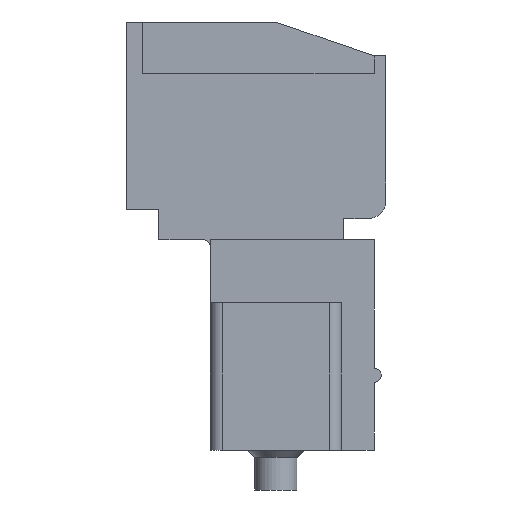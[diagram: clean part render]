
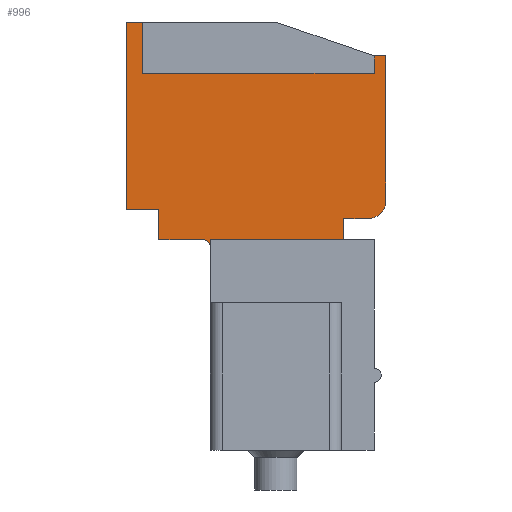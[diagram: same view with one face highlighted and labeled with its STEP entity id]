
A CAD part, left-side view. The second image highlights one B-rep face of the part: STEP entity #996.
In plain terms, the highlighted planar face has unit normal (-1, 0, 0).
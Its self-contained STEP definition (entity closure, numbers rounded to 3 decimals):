
#996 = ADVANCED_FACE( '', ( #2035 ), #2036, .T. );
#2035 = FACE_OUTER_BOUND( '', #3147, .T. );
#2036 = PLANE( '', #3148 );
#3147 = EDGE_LOOP( '', ( #5660, #5661, #5662, #5663, #5664, #5665, #5666, #5667, #5668, #5669, #5670, #5671, #5672, #5673, #5674, #5675 ) );
#3148 = AXIS2_PLACEMENT_3D( '', #5676, #5677, #5678 );
#5660 = ORIENTED_EDGE( '', *, *, #7704, .F. );
#5661 = ORIENTED_EDGE( '', *, *, #6959, .F. );
#5662 = ORIENTED_EDGE( '', *, *, #7662, .T. );
#5663 = ORIENTED_EDGE( '', *, *, #7705, .T. );
#5664 = ORIENTED_EDGE( '', *, *, #7706, .T. );
#5665 = ORIENTED_EDGE( '', *, *, #7109, .T. );
#5666 = ORIENTED_EDGE( '', *, *, #7003, .T. );
#5667 = ORIENTED_EDGE( '', *, *, #7707, .T. );
#5668 = ORIENTED_EDGE( '', *, *, #7708, .T. );
#5669 = ORIENTED_EDGE( '', *, *, #7250, .T. );
#5670 = ORIENTED_EDGE( '', *, *, #7135, .T. );
#5671 = ORIENTED_EDGE( '', *, *, #7709, .T. );
#5672 = ORIENTED_EDGE( '', *, *, #7030, .T. );
#5673 = ORIENTED_EDGE( '', *, *, #7710, .F. );
#5674 = ORIENTED_EDGE( '', *, *, #7048, .T. );
#5675 = ORIENTED_EDGE( '', *, *, #7711, .T. );
#5676 = CARTESIAN_POINT( '', ( -3.81, 0., 0. ) );
#5677 = DIRECTION( '', ( -1., 0., 0. ) );
#5678 = DIRECTION( '', ( 0., 0., 1. ) );
#6959 = EDGE_CURVE( '', #8429, #8431, #8432, .T. );
#7003 = EDGE_CURVE( '', #8503, #8504, #8505, .T. );
#7030 = EDGE_CURVE( '', #8546, #8550, #8552, .T. );
#7048 = EDGE_CURVE( '', #8570, #8582, #8584, .T. );
#7109 = EDGE_CURVE( '', #8686, #8503, #8687, .T. );
#7135 = EDGE_CURVE( '', #8724, #8722, #8725, .T. );
#7250 = EDGE_CURVE( '', #8906, #8724, #8907, .T. );
#7662 = EDGE_CURVE( '', #8429, #9474, #9476, .T. );
#7704 = EDGE_CURVE( '', #8431, #9529, #9530, .T. );
#7705 = EDGE_CURVE( '', #9474, #9531, #9532, .T. );
#7706 = EDGE_CURVE( '', #9531, #8686, #9533, .T. );
#7707 = EDGE_CURVE( '', #8504, #9534, #9535, .T. );
#7708 = EDGE_CURVE( '', #9534, #8906, #9536, .F. );
#7709 = EDGE_CURVE( '', #8722, #8546, #9537, .T. );
#7710 = EDGE_CURVE( '', #8570, #8550, #9538, .F. );
#7711 = EDGE_CURVE( '', #8582, #9529, #9539, .T. );
#8429 = VERTEX_POINT( '', #10505 );
#8431 = VERTEX_POINT( '', #10508 );
#8432 = LINE( '', #10509, #10510 );
#8503 = VERTEX_POINT( '', #10608 );
#8504 = VERTEX_POINT( '', #10609 );
#8505 = LINE( '', #10610, #10611 );
#8546 = VERTEX_POINT( '', #10670 );
#8550 = VERTEX_POINT( '', #10676 );
#8552 = LINE( '', #10679, #10680 );
#8570 = VERTEX_POINT( '', #10703 );
#8582 = VERTEX_POINT( '', #10719 );
#8584 = LINE( '', #10722, #10723 );
#8686 = VERTEX_POINT( '', #10887 );
#8687 = LINE( '', #10888, #10889 );
#8722 = VERTEX_POINT( '', #10942 );
#8724 = VERTEX_POINT( '', #10945 );
#8725 = LINE( '', #10946, #10947 );
#8906 = VERTEX_POINT( '', #11210 );
#8907 = LINE( '', #11211, #11212 );
#9474 = VERTEX_POINT( '', #12076 );
#9476 = LINE( '', #12079, #12080 );
#9529 = VERTEX_POINT( '', #12162 );
#9530 = LINE( '', #12163, #12164 );
#9531 = VERTEX_POINT( '', #12165 );
#9532 = LINE( '', #12166, #12167 );
#9533 = LINE( '', #12168, #12169 );
#9534 = VERTEX_POINT( '', #12170 );
#9535 = LINE( '', #12171, #12172 );
#9536 = CIRCLE( '', #12173, 0.3 );
#9537 = LINE( '', #12174, #12175 );
#9538 = CIRCLE( '', #12176, 0.75 );
#9539 = LINE( '', #12177, #12178 );
#10505 = CARTESIAN_POINT( '', ( -3.81, 5.8, 5.8 ) );
#10508 = CARTESIAN_POINT( '', ( -3.81, -4.1, 5.8 ) );
#10509 = CARTESIAN_POINT( '', ( -3.81, 5.8, 5.8 ) );
#10510 = VECTOR( '', #12763, 1000. );
#10608 = CARTESIAN_POINT( '', ( -3.81, 5.1, 0. ) );
#10609 = CARTESIAN_POINT( '', ( -3.81, 5.1, -1.3 ) );
#10610 = CARTESIAN_POINT( '', ( -3.81, 5.1, -1.3 ) );
#10611 = VECTOR( '', #12809, 1000. );
#10670 = CARTESIAN_POINT( '', ( -3.81, -2.8, -0.4 ) );
#10676 = CARTESIAN_POINT( '', ( -3.81, -3.85, -0.4 ) );
#10679 = CARTESIAN_POINT( '', ( -3.81, -4.6, -0.4 ) );
#10680 = VECTOR( '', #12834, 1000. );
#10703 = CARTESIAN_POINT( '', ( -3.81, -4.6, 0.35 ) );
#10719 = CARTESIAN_POINT( '', ( -3.81, -4.6, 6.55 ) );
#10722 = CARTESIAN_POINT( '', ( -3.81, -4.6, -1.3 ) );
#10723 = VECTOR( '', #12860, 1000. );
#10887 = CARTESIAN_POINT( '', ( -3.81, 6.5, 0. ) );
#10888 = CARTESIAN_POINT( '', ( -3.81, 5.1, 0. ) );
#10889 = VECTOR( '', #12908, 1000. );
#10942 = CARTESIAN_POINT( '', ( -3.81, -2.8, -1.3 ) );
#10945 = CARTESIAN_POINT( '', ( -3.81, 2.9, -1.3 ) );
#10946 = CARTESIAN_POINT( '', ( -3.81, 2.9, -1.3 ) );
#10947 = VECTOR( '', #12931, 1000. );
#11210 = CARTESIAN_POINT( '', ( -3.81, 2.9, -1.6 ) );
#11211 = CARTESIAN_POINT( '', ( -3.81, 2.9, -1.6 ) );
#11212 = VECTOR( '', #13041, 1000. );
#12076 = CARTESIAN_POINT( '', ( -3.81, 5.8, 8. ) );
#12079 = CARTESIAN_POINT( '', ( -3.81, 5.8, 5.8 ) );
#12080 = VECTOR( '', #13410, 1000. );
#12162 = CARTESIAN_POINT( '', ( -3.81, -4.1, 6.55 ) );
#12163 = CARTESIAN_POINT( '', ( -3.81, -4.1, 5.8 ) );
#12164 = VECTOR( '', #13443, 1000. );
#12165 = CARTESIAN_POINT( '', ( -3.81, 6.5, 8. ) );
#12166 = CARTESIAN_POINT( '', ( -3.81, -4.6, 8. ) );
#12167 = VECTOR( '', #13444, 1000. );
#12168 = CARTESIAN_POINT( '', ( -3.81, 6.5, 8. ) );
#12169 = VECTOR( '', #13445, 1000. );
#12170 = CARTESIAN_POINT( '', ( -3.81, 3.2, -1.3 ) );
#12171 = CARTESIAN_POINT( '', ( -3.81, 2.9, -1.3 ) );
#12172 = VECTOR( '', #13446, 1000. );
#12173 = AXIS2_PLACEMENT_3D( '', #13447, #13448, #13449 );
#12174 = CARTESIAN_POINT( '', ( -3.81, -2.8, -0.4 ) );
#12175 = VECTOR( '', #13450, 1000. );
#12176 = AXIS2_PLACEMENT_3D( '', #13451, #13452, #13453 );
#12177 = CARTESIAN_POINT( '', ( -3.81, -4.6, 6.55 ) );
#12178 = VECTOR( '', #13454, 1000. );
#12763 = DIRECTION( '', ( 0., -1., 0. ) );
#12809 = DIRECTION( '', ( 0., 0., -1. ) );
#12834 = DIRECTION( '', ( 0., -1., 0. ) );
#12860 = DIRECTION( '', ( 0., 0., 1. ) );
#12908 = DIRECTION( '', ( 0., -1., 0. ) );
#12931 = DIRECTION( '', ( 0., -1., 0. ) );
#13041 = DIRECTION( '', ( 0., 0., 1. ) );
#13410 = DIRECTION( '', ( 0., 0., 1. ) );
#13443 = DIRECTION( '', ( 0., 0., 1. ) );
#13444 = DIRECTION( '', ( 0., 1., 0. ) );
#13445 = DIRECTION( '', ( 0., 0., -1. ) );
#13446 = DIRECTION( '', ( 0., -1., 0. ) );
#13447 = CARTESIAN_POINT( '', ( -3.81, 3.2, -1.6 ) );
#13448 = DIRECTION( '', ( -1., 0., 0. ) );
#13449 = DIRECTION( '', ( 0., 0., 1. ) );
#13450 = DIRECTION( '', ( 0., 0., 1. ) );
#13451 = CARTESIAN_POINT( '', ( -3.81, -3.85, 0.35 ) );
#13452 = DIRECTION( '', ( -1., 0., 0. ) );
#13453 = DIRECTION( '', ( 0., 0., 1. ) );
#13454 = DIRECTION( '', ( 0., 1., 0. ) );
